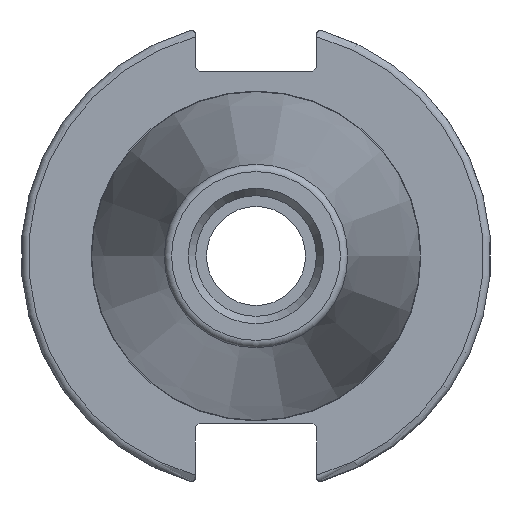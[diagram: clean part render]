
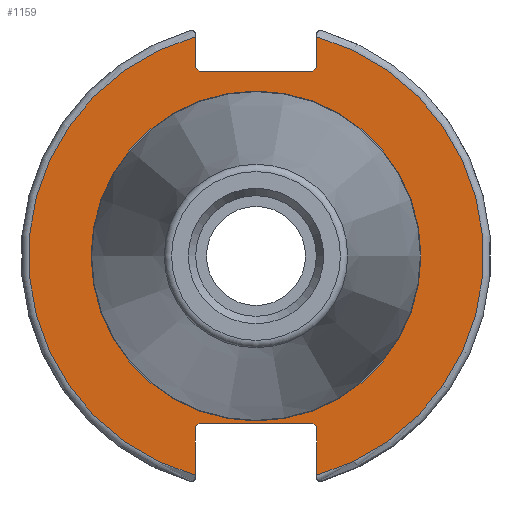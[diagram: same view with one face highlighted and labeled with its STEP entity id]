
A CAD part, left-side view. The second image highlights one B-rep face of the part: STEP entity #1159.
In plain terms, the highlighted planar face has unit normal (-1, 0, 0).
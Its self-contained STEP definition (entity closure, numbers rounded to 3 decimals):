
#59=FACE_BOUND('',#194,.T.);
#70=PLANE('',#1285);
#117=FACE_OUTER_BOUND('',#193,.T.);
#193=EDGE_LOOP('',(#879,#880,#881,#882,#883,#884,#885,#886,#887,#888,#889,
#890));
#194=EDGE_LOOP('',(#891));
#271=LINE('',#1813,#346);
#290=LINE('',#1930,#365);
#291=LINE('',#1931,#366);
#292=LINE('',#1933,#367);
#293=LINE('',#1935,#368);
#294=LINE('',#1939,#369);
#295=LINE('',#1941,#370);
#296=LINE('',#1943,#371);
#297=LINE('',#1945,#372);
#298=LINE('',#1946,#373);
#346=VECTOR('',#1381,10.);
#365=VECTOR('',#1504,10.);
#366=VECTOR('',#1505,10.);
#367=VECTOR('',#1506,10.);
#368=VECTOR('',#1507,10.);
#369=VECTOR('',#1510,10.);
#370=VECTOR('',#1511,10.);
#371=VECTOR('',#1512,10.);
#372=VECTOR('',#1513,10.);
#373=VECTOR('',#1514,10.);
#447=CIRCLE('',#1283,22.3);
#449=CIRCLE('',#1286,30.75);
#450=CIRCLE('',#1287,30.75);
#489=VERTEX_POINT('',#1810);
#490=VERTEX_POINT('',#1812);
#523=VERTEX_POINT('',#1921);
#524=VERTEX_POINT('',#1926);
#525=VERTEX_POINT('',#1927);
#526=VERTEX_POINT('',#1929);
#527=VERTEX_POINT('',#1932);
#528=VERTEX_POINT('',#1934);
#529=VERTEX_POINT('',#1936);
#530=VERTEX_POINT('',#1938);
#531=VERTEX_POINT('',#1940);
#532=VERTEX_POINT('',#1942);
#533=VERTEX_POINT('',#1944);
#607=EDGE_CURVE('',#490,#489,#271,.T.);
#656=EDGE_CURVE('',#523,#523,#447,.T.);
#658=EDGE_CURVE('',#524,#525,#449,.T.);
#659=EDGE_CURVE('',#524,#526,#290,.T.);
#660=EDGE_CURVE('',#490,#526,#291,.T.);
#661=EDGE_CURVE('',#527,#489,#292,.T.);
#662=EDGE_CURVE('',#527,#528,#293,.T.);
#663=EDGE_CURVE('',#529,#528,#450,.T.);
#664=EDGE_CURVE('',#529,#530,#294,.T.);
#665=EDGE_CURVE('',#531,#530,#295,.T.);
#666=EDGE_CURVE('',#531,#532,#296,.T.);
#667=EDGE_CURVE('',#533,#532,#297,.T.);
#668=EDGE_CURVE('',#533,#525,#298,.T.);
#879=ORIENTED_EDGE('',*,*,#658,.F.);
#880=ORIENTED_EDGE('',*,*,#659,.T.);
#881=ORIENTED_EDGE('',*,*,#660,.F.);
#882=ORIENTED_EDGE('',*,*,#607,.T.);
#883=ORIENTED_EDGE('',*,*,#661,.F.);
#884=ORIENTED_EDGE('',*,*,#662,.T.);
#885=ORIENTED_EDGE('',*,*,#663,.F.);
#886=ORIENTED_EDGE('',*,*,#664,.T.);
#887=ORIENTED_EDGE('',*,*,#665,.F.);
#888=ORIENTED_EDGE('',*,*,#666,.T.);
#889=ORIENTED_EDGE('',*,*,#667,.F.);
#890=ORIENTED_EDGE('',*,*,#668,.T.);
#891=ORIENTED_EDGE('',*,*,#656,.F.);
#1159=ADVANCED_FACE('',(#117,#59),#70,.T.);
#1283=AXIS2_PLACEMENT_3D('',#1923,#1496,#1497);
#1285=AXIS2_PLACEMENT_3D('',#1925,#1500,#1501);
#1286=AXIS2_PLACEMENT_3D('',#1928,#1502,#1503);
#1287=AXIS2_PLACEMENT_3D('',#1937,#1508,#1509);
#1381=DIRECTION('',(0.,1.,0.));
#1496=DIRECTION('center_axis',(-1.,0.,0.));
#1497=DIRECTION('ref_axis',(0.,-1.,0.));
#1500=DIRECTION('center_axis',(-1.,0.,0.));
#1501=DIRECTION('ref_axis',(0.,0.,1.));
#1502=DIRECTION('center_axis',(1.,0.,0.));
#1503=DIRECTION('ref_axis',(0.,-1.,0.));
#1504=DIRECTION('',(0.,0.,-1.));
#1505=DIRECTION('',(0.,-0.707,0.707));
#1506=DIRECTION('',(0.,-0.707,-0.707));
#1507=DIRECTION('',(0.,0.,1.));
#1508=DIRECTION('center_axis',(1.,0.,0.));
#1509=DIRECTION('ref_axis',(0.,1.,0.));
#1510=DIRECTION('',(0.,0.,1.));
#1511=DIRECTION('',(0.,0.707,-0.707));
#1512=DIRECTION('',(0.,-1.,0.));
#1513=DIRECTION('',(0.,0.707,0.707));
#1514=DIRECTION('',(0.,0.,-1.));
#1810=CARTESIAN_POINT('',(3.175,7.69,25.));
#1812=CARTESIAN_POINT('',(3.175,-7.69,25.));
#1813=CARTESIAN_POINT('',(3.175,15.875,25.));
#1921=CARTESIAN_POINT('',(3.175,0.,22.3));
#1923=CARTESIAN_POINT('Origin',(3.175,0.,0.));
#1925=CARTESIAN_POINT('Origin',(3.175,31.75,0.));
#1926=CARTESIAN_POINT('',(3.175,-8.19,29.639));
#1927=CARTESIAN_POINT('',(3.175,-8.19,-29.639));
#1928=CARTESIAN_POINT('Origin',(3.175,0.,0.));
#1929=CARTESIAN_POINT('',(3.175,-8.19,25.5));
#1930=CARTESIAN_POINT('',(3.175,-8.19,12.5));
#1931=CARTESIAN_POINT('',(3.175,8.295,9.015));
#1932=CARTESIAN_POINT('',(3.175,8.19,25.5));
#1933=CARTESIAN_POINT('',(3.175,7.58,24.89));
#1934=CARTESIAN_POINT('',(3.175,8.19,29.639));
#1935=CARTESIAN_POINT('',(3.175,8.19,12.5));
#1936=CARTESIAN_POINT('',(3.175,8.19,-29.639));
#1937=CARTESIAN_POINT('Origin',(3.175,0.,0.));
#1938=CARTESIAN_POINT('',(3.175,8.19,-23.1));
#1939=CARTESIAN_POINT('',(3.175,8.19,-11.3));
#1940=CARTESIAN_POINT('',(3.175,7.69,-22.6));
#1941=CARTESIAN_POINT('',(3.175,8.18,-23.09));
#1942=CARTESIAN_POINT('',(3.175,-7.69,-22.6));
#1943=CARTESIAN_POINT('',(3.175,15.875,-22.6));
#1944=CARTESIAN_POINT('',(3.175,-8.19,-23.1));
#1945=CARTESIAN_POINT('',(3.175,7.695,-7.215));
#1946=CARTESIAN_POINT('',(3.175,-8.19,-11.3));
